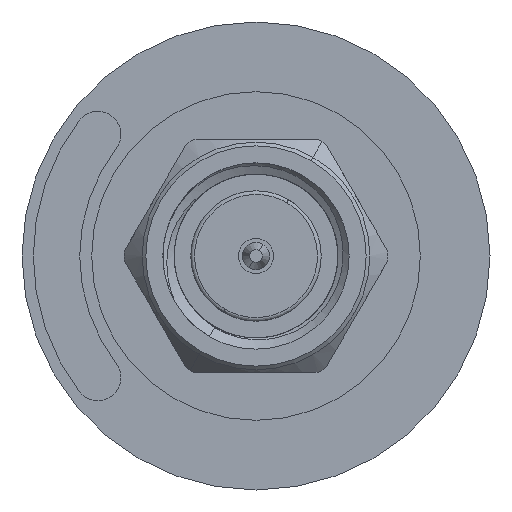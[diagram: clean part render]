
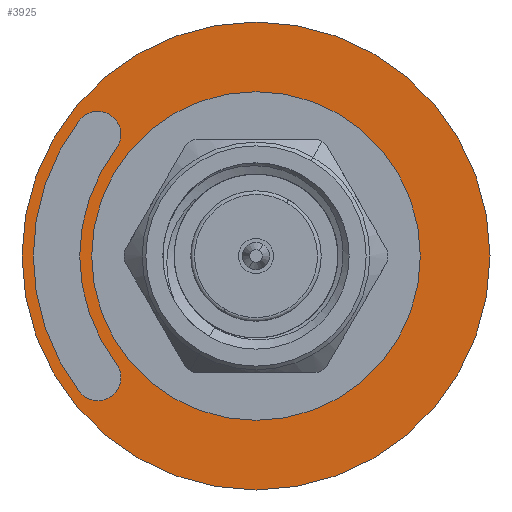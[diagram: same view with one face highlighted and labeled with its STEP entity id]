
A CAD part, left-side view. The second image highlights one B-rep face of the part: STEP entity #3925.
In plain terms, the highlighted planar face has unit normal (-1, 0, 0).
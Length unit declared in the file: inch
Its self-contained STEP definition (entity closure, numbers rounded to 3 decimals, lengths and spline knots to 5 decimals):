
#249 = CIRCLE ( 'NONE', #6406, 0.29881 ) ;
#276 = EDGE_CURVE ( 'NONE', #7236, #2855, #5653, .T. ) ;
#443 = DIRECTION ( 'NONE',  ( 0., 0., 1. ) ) ;
#541 = VERTEX_POINT ( 'NONE', #3492 ) ;
#545 = PLANE ( 'NONE',  #5419 ) ;
#642 = DIRECTION ( 'NONE',  ( 0., 0., 1. ) ) ;
#721 = CARTESIAN_POINT ( 'NONE',  ( 0., 0.21234, -0.1941 ) ) ;
#829 = FACE_BOUND ( 'NONE', #5674, .T. ) ;
#895 = VERTEX_POINT ( 'NONE', #1547 ) ;
#967 = EDGE_CURVE ( 'NONE', #6336, #541, #1254, .T. ) ;
#1019 = CARTESIAN_POINT ( 'NONE',  ( 0., 0.21234, -0.16293 ) ) ;
#1118 = EDGE_LOOP ( 'NONE', ( #3474, #1953 ) ) ;
#1170 = EDGE_CURVE ( 'NONE', #5073, #6336, #3476, .T. ) ;
#1193 = EDGE_CURVE ( 'NONE', #2855, #7236, #4350, .T. ) ;
#1244 = ORIENTED_EDGE ( 'NONE', *, *, #1170, .F. ) ;
#1250 = DIRECTION ( 'NONE',  ( -1., 0., 0. ) ) ;
#1254 = CIRCLE ( 'NONE', #5844, 0.03117 ) ;
#1341 = CIRCLE ( 'NONE', #5431, 0.31393 ) ;
#1399 = CARTESIAN_POINT ( 'NONE',  ( 0., 0., 0. ) ) ;
#1425 = DIRECTION ( 'NONE',  ( 1., 0., 0. ) ) ;
#1429 = EDGE_CURVE ( 'NONE', #7046, #895, #1341, .T. ) ;
#1493 = ORIENTED_EDGE ( 'NONE', *, *, #967, .F. ) ;
#1509 = DIRECTION ( 'NONE',  ( -1., 0., 0. ) ) ;
#1547 = CARTESIAN_POINT ( 'NONE',  ( 0., 0., -0.31393 ) ) ;
#1716 = EDGE_CURVE ( 'NONE', #895, #7046, #2219, .T. ) ;
#1790 = EDGE_LOOP ( 'NONE', ( #2528, #1493, #1244, #7733, #2112 ) ) ;
#1792 = DIRECTION ( 'NONE',  ( 0., 0., 1. ) ) ;
#1953 = ORIENTED_EDGE ( 'NONE', *, *, #1429, .F. ) ;
#2021 = DIRECTION ( 'NONE',  ( 0., 0., 1. ) ) ;
#2112 = ORIENTED_EDGE ( 'NONE', *, *, #3746, .F. ) ;
#2167 = DIRECTION ( 'NONE',  ( 0., 0., 1. ) ) ;
#2196 = CARTESIAN_POINT ( 'NONE',  ( 0., 0., 0. ) ) ;
#2219 = CIRCLE ( 'NONE', #5974, 0.31393 ) ;
#2241 = CARTESIAN_POINT ( 'NONE',  ( 0., 0., 0. ) ) ;
#2363 = CARTESIAN_POINT ( 'NONE',  ( 0., 0., 0. ) ) ;
#2504 = AXIS2_PLACEMENT_3D ( 'NONE', #2196, #6571, #2167 ) ;
#2528 = ORIENTED_EDGE ( 'NONE', *, *, #3202, .F. ) ;
#2551 = AXIS2_PLACEMENT_3D ( 'NONE', #2241, #3326, #2021 ) ;
#2780 = DIRECTION ( 'NONE',  ( 0., 0., 1. ) ) ;
#2855 = VERTEX_POINT ( 'NONE', #5399 ) ;
#2954 = CARTESIAN_POINT ( 'NONE',  ( 0., 0.21234, 0.16293 ) ) ;
#3202 = EDGE_CURVE ( 'NONE', #541, #6855, #249, .T. ) ;
#3326 = DIRECTION ( 'NONE',  ( -1., 0., 0. ) ) ;
#3398 = VERTEX_POINT ( 'NONE', #721 ) ;
#3474 = ORIENTED_EDGE ( 'NONE', *, *, #1716, .F. ) ;
#3476 = CIRCLE ( 'NONE', #2504, 0.23647 ) ;
#3492 = CARTESIAN_POINT ( 'NONE',  ( 0., 0.23706, 0.18191 ) ) ;
#3706 = CARTESIAN_POINT ( 'NONE',  ( 0., 0., 0. ) ) ;
#3746 = EDGE_CURVE ( 'NONE', #6855, #3398, #6487, .T. ) ;
#3925 = ADVANCED_FACE ( 'NONE', ( #829, #6403, #7928 ), #545, .T. ) ;
#4222 = CIRCLE ( 'NONE', #4278, 0.03117 ) ;
#4278 = AXIS2_PLACEMENT_3D ( 'NONE', #6857, #1250, #6931 ) ;
#4350 = CIRCLE ( 'NONE', #4577, 0.22048 ) ;
#4429 = DIRECTION ( 'NONE',  ( 0., 0., 1. ) ) ;
#4577 = AXIS2_PLACEMENT_3D ( 'NONE', #4722, #1509, #2780 ) ;
#4722 = CARTESIAN_POINT ( 'NONE',  ( 0., 0., 0. ) ) ;
#4791 = ORIENTED_EDGE ( 'NONE', *, *, #276, .F. ) ;
#4984 = CARTESIAN_POINT ( 'NONE',  ( 0., 0.23706, -0.18191 ) ) ;
#5073 = VERTEX_POINT ( 'NONE', #6968 ) ;
#5399 = CARTESIAN_POINT ( 'NONE',  ( 0., 0., -0.22048 ) ) ;
#5419 = AXIS2_PLACEMENT_3D ( 'NONE', #6709, #7260, #1792 ) ;
#5431 = AXIS2_PLACEMENT_3D ( 'NONE', #1399, #1425, #5762 ) ;
#5653 = CIRCLE ( 'NONE', #2551, 0.22048 ) ;
#5674 = EDGE_LOOP ( 'NONE', ( #4791, #5750 ) ) ;
#5750 = ORIENTED_EDGE ( 'NONE', *, *, #1193, .F. ) ;
#5762 = DIRECTION ( 'NONE',  ( 0., 0., -1. ) ) ;
#5844 = AXIS2_PLACEMENT_3D ( 'NONE', #2954, #7298, #642 ) ;
#5974 = AXIS2_PLACEMENT_3D ( 'NONE', #2363, #6715, #7863 ) ;
#6244 = DIRECTION ( 'NONE',  ( -1., 0., 0. ) ) ;
#6246 = EDGE_CURVE ( 'NONE', #3398, #5073, #4222, .T. ) ;
#6336 = VERTEX_POINT ( 'NONE', #7545 ) ;
#6403 = FACE_OUTER_BOUND ( 'NONE', #1118, .T. ) ;
#6406 = AXIS2_PLACEMENT_3D ( 'NONE', #3706, #6244, #4429 ) ;
#6487 = CIRCLE ( 'NONE', #7325, 0.03117 ) ;
#6536 = CARTESIAN_POINT ( 'NONE',  ( 0., 0., 0.31393 ) ) ;
#6571 = DIRECTION ( 'NONE',  ( 1., 0., 0. ) ) ;
#6709 = CARTESIAN_POINT ( 'NONE',  ( 0., 0.07118, 0. ) ) ;
#6715 = DIRECTION ( 'NONE',  ( 1., 0., 0. ) ) ;
#6855 = VERTEX_POINT ( 'NONE', #4984 ) ;
#6857 = CARTESIAN_POINT ( 'NONE',  ( 0., 0.21234, -0.16293 ) ) ;
#6931 = DIRECTION ( 'NONE',  ( 0., 0., 1. ) ) ;
#6968 = CARTESIAN_POINT ( 'NONE',  ( 0., 0.18761, -0.14396 ) ) ;
#7046 = VERTEX_POINT ( 'NONE', #6536 ) ;
#7236 = VERTEX_POINT ( 'NONE', #7355 ) ;
#7260 = DIRECTION ( 'NONE',  ( -1., 0., 0. ) ) ;
#7267 = DIRECTION ( 'NONE',  ( -1., 0., 0. ) ) ;
#7298 = DIRECTION ( 'NONE',  ( -1., 0., 0. ) ) ;
#7325 = AXIS2_PLACEMENT_3D ( 'NONE', #1019, #7267, #443 ) ;
#7355 = CARTESIAN_POINT ( 'NONE',  ( 0., 0., 0.22048 ) ) ;
#7545 = CARTESIAN_POINT ( 'NONE',  ( 0., 0.18761, 0.14396 ) ) ;
#7733 = ORIENTED_EDGE ( 'NONE', *, *, #6246, .F. ) ;
#7863 = DIRECTION ( 'NONE',  ( 0., 0., -1. ) ) ;
#7928 = FACE_BOUND ( 'NONE', #1790, .T. ) ;
